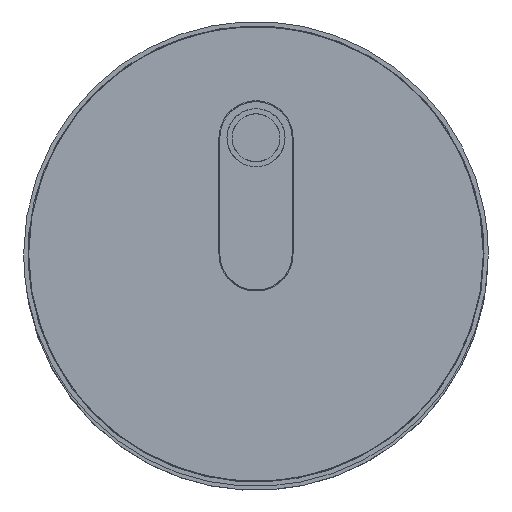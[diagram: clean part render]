
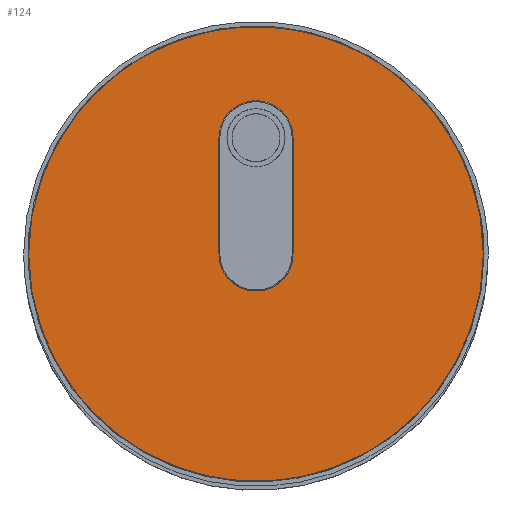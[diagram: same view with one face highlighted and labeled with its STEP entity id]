
A CAD part, top view. The second image highlights one B-rep face of the part: STEP entity #124.
In plain terms, the highlighted planar face has unit normal (0, 0, 1).
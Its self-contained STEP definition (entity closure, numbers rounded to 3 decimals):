
#124=ADVANCED_FACE('',(#162,#150),#588,.T.);
#150=FACE_BOUND('',#196,.T.);
#162=FACE_OUTER_BOUND('',#195,.T.);
#195=EDGE_LOOP('',(#247,#248));
#196=EDGE_LOOP('',(#249));
#247=ORIENTED_EDGE('',*,*,#350,.F.);
#248=ORIENTED_EDGE('',*,*,#351,.F.);
#249=ORIENTED_EDGE('',*,*,#352,.T.);
#350=EDGE_CURVE('',#502,#501,#439,.T.);
#351=EDGE_CURVE('',#501,#502,#440,.T.);
#352=EDGE_CURVE('',#504,#504,#441,.T.);
#439=(
BOUNDED_CURVE()
B_SPLINE_CURVE(2,(#919,#920,#921,#922,#923),.UNSPECIFIED.,.F.,.F.)
B_SPLINE_CURVE_WITH_KNOTS((3,2,3),(0.,245.83,491.659),
 .UNSPECIFIED.)
CURVE()
GEOMETRIC_REPRESENTATION_ITEM()
RATIONAL_B_SPLINE_CURVE((1.,0.707,1.,0.707,1.))
REPRESENTATION_ITEM('')
);
#440=(
BOUNDED_CURVE()
B_SPLINE_CURVE(2,(#924,#925,#926,#927,#928),.UNSPECIFIED.,.F.,.F.)
B_SPLINE_CURVE_WITH_KNOTS((3,2,3),(491.659,737.489,983.319),
 .UNSPECIFIED.)
CURVE()
GEOMETRIC_REPRESENTATION_ITEM()
RATIONAL_B_SPLINE_CURVE((1.,0.707,1.,0.707,1.))
REPRESENTATION_ITEM('')
);
#441=(
BOUNDED_CURVE()
B_SPLINE_CURVE(2,(#929,#930,#931,#932,#933,#934,#935,#936,#937,#938,#939,
#940,#941),.UNSPECIFIED.,.T.,.F.)
B_SPLINE_CURVE_WITH_KNOTS((3,2,2,2,2,2,3),(-80.,0.,40.055,
80.111,160.111,200.166,240.221),
 .UNSPECIFIED.)
CURVE()
GEOMETRIC_REPRESENTATION_ITEM()
RATIONAL_B_SPLINE_CURVE((1.,1.,1.,0.707,1.,0.707,
1.,1.,1.,0.707,1.,0.707,1.))
REPRESENTATION_ITEM('')
);
#501=VERTEX_POINT('',#901);
#502=VERTEX_POINT('',#902);
#504=VERTEX_POINT('',#904);
#588=PLANE('',#724);
#724=AXIS2_PLACEMENT_3D('',#899,#756,$);
#756=DIRECTION('',(0.,0.,1.));
#899=CARTESIAN_POINT('',(-187.801,-187.801,16.));
#901=CARTESIAN_POINT('',(-156.5,0.,16.));
#902=CARTESIAN_POINT('',(156.5,0.,16.));
#904=CARTESIAN_POINT('',(25.5,80.,16.));
#919=CARTESIAN_POINT('',(156.5,0.,16.));
#920=CARTESIAN_POINT('',(156.5,-156.5,16.));
#921=CARTESIAN_POINT('',(0.,-156.5,16.));
#922=CARTESIAN_POINT('',(-156.5,-156.5,16.));
#923=CARTESIAN_POINT('',(-156.5,0.,16.));
#924=CARTESIAN_POINT('',(-156.5,0.,16.));
#925=CARTESIAN_POINT('',(-156.5,156.5,16.));
#926=CARTESIAN_POINT('',(0.,156.5,16.));
#927=CARTESIAN_POINT('',(156.5,156.5,16.));
#928=CARTESIAN_POINT('',(156.5,0.,16.));
#929=CARTESIAN_POINT('',(25.5,80.,16.));
#930=CARTESIAN_POINT('',(25.5,40.,16.));
#931=CARTESIAN_POINT('',(25.5,0.,16.));
#932=CARTESIAN_POINT('',(25.5,-25.5,16.));
#933=CARTESIAN_POINT('',(0.,-25.5,16.));
#934=CARTESIAN_POINT('',(-25.5,-25.5,16.));
#935=CARTESIAN_POINT('',(-25.5,0.,16.));
#936=CARTESIAN_POINT('',(-25.5,40.,16.));
#937=CARTESIAN_POINT('',(-25.5,80.,16.));
#938=CARTESIAN_POINT('',(-25.5,105.5,16.));
#939=CARTESIAN_POINT('',(0.,105.5,16.));
#940=CARTESIAN_POINT('',(25.5,105.5,16.));
#941=CARTESIAN_POINT('',(25.5,80.,16.));
